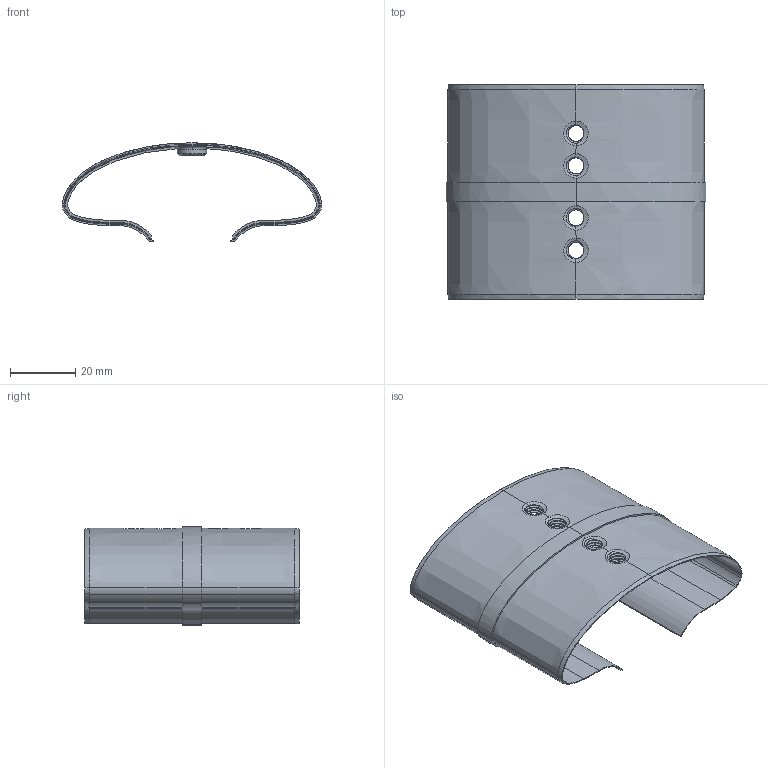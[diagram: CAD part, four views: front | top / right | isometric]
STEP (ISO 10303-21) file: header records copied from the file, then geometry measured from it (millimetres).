
FILE_DESCRIPTION(/* description */ (''),/* implementation_level */ '2;1');
FILE_NAME(/* name */ '1633_Cosch_Edelstahltechnik.stp',/* time_stamp */ '2018-08-27T19:25:35+02:00',/* author */ (''),/* organization */ (''),/* preprocessor_version */ 'ST-DEVELOPER v16',/* originating_system */ 'SIEMENS PLM Software NX 11.0',/* authorisation */ '');
FILE_SCHEMA (('AUTOMOTIVE_DESIGN { 1 0 10303 214 3 1 1 1 }'));
Length unit declared in the file: millimetre
Products named in the file (1): Goge0458A95D4mie
Bounding box: 79.89 x 66 x 30.3 mm (x, y, z)
Volume: 6896.9 mm3; surface area: 21194.8 mm2
Topology: 1 solids, 1 shells, 174 faces, 488 edges, 312 vertices
Faces by surface type: cylinder 94, cone 26, bspline 24, plane 18, extrusion 12
Entity records: 12353 total; most frequent: CARTESIAN_POINT 7975, ORIENTED_EDGE 976, DIRECTION 859, EDGE_CURVE 488, AXIS2_PLACEMENT_3D 352, VERTEX_POINT 312, CIRCLE 207, EDGE_LOOP 178
